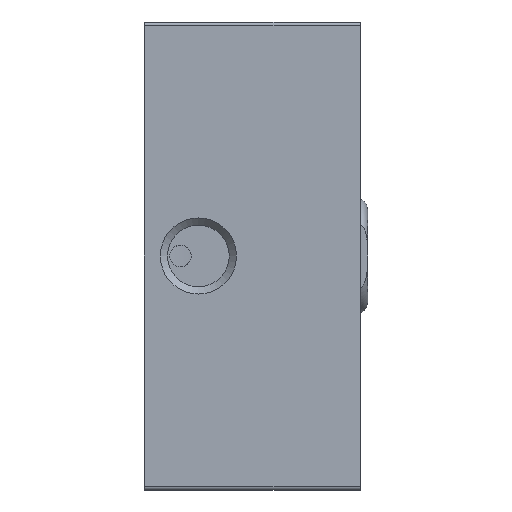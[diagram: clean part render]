
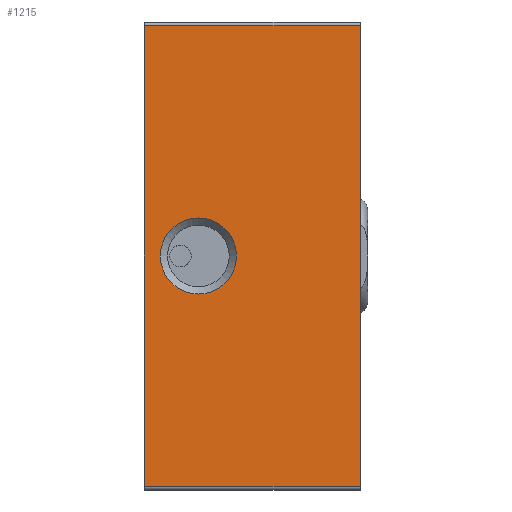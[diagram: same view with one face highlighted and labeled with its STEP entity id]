
A CAD part, left-side view. The second image highlights one B-rep face of the part: STEP entity #1215.
In plain terms, the highlighted planar face has unit normal (-1, 0, 0).
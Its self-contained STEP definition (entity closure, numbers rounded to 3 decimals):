
#208=CARTESIAN_POINT('',(-35.0,15.0,-32.0));
#209=VERTEX_POINT('',#208);
#219=CARTESIAN_POINT('',(-35.0,15.0,32.0));
#220=VERTEX_POINT('',#219);
#221=CARTESIAN_POINT('',(-35.0,15.0,32.0));
#222=DIRECTION('',(0.0,0.0,-1.0));
#223=VECTOR('',#222,64.0);
#224=LINE('',#221,#223);
#225=EDGE_CURVE('',#220,#209,#224,.T.);
#1000=CARTESIAN_POINT('',(-35.0,-15.0,32.0));
#1001=VERTEX_POINT('',#1000);
#1011=CARTESIAN_POINT('',(-35.0,-15.0,-32.0));
#1012=VERTEX_POINT('',#1011);
#1013=CARTESIAN_POINT('',(-35.0,-15.0,-32.0));
#1014=DIRECTION('',(0.0,0.0,1.0));
#1015=VECTOR('',#1014,64.0);
#1016=LINE('',#1013,#1015);
#1017=EDGE_CURVE('',#1012,#1001,#1016,.T.);
#1159=CARTESIAN_POINT('',(-35.0,7.5,5.283));
#1160=VERTEX_POINT('',#1159);
#1161=CARTESIAN_POINT('',(-35.0,7.5,0.0));
#1162=DIRECTION('',(-1.0,0.0,0.0));
#1163=DIRECTION('',(0.0,0.0,-1.0));
#1164=AXIS2_PLACEMENT_3D('',#1161,#1162,#1163);
#1165=CIRCLE('',#1164,5.283);
#1166=EDGE_CURVE('',#1160,#1160,#1165,.T.);
#1191=CARTESIAN_POINT('',(-35.0,0.0,32.0));
#1192=DIRECTION('',(-1.0,0.0,0.0));
#1193=DIRECTION('',(0.0,0.0,1.0));
#1194=AXIS2_PLACEMENT_3D('',#1191,#1192,#1193);
#1195=PLANE('',#1194);
#1196=ORIENTED_EDGE('',*,*,#225,.T.);
#1197=CARTESIAN_POINT('',(-35.0,15.0,-32.0));
#1198=DIRECTION('',(0.0,-1.0,0.0));
#1199=VECTOR('',#1198,30.0);
#1200=LINE('',#1197,#1199);
#1201=EDGE_CURVE('',#209,#1012,#1200,.T.);
#1202=ORIENTED_EDGE('',*,*,#1201,.T.);
#1203=ORIENTED_EDGE('',*,*,#1017,.T.);
#1204=CARTESIAN_POINT('',(-35.0,-15.0,32.0));
#1205=DIRECTION('',(0.0,1.0,0.0));
#1206=VECTOR('',#1205,30.0);
#1207=LINE('',#1204,#1206);
#1208=EDGE_CURVE('',#1001,#220,#1207,.T.);
#1209=ORIENTED_EDGE('',*,*,#1208,.T.);
#1210=EDGE_LOOP('',(#1196,#1202,#1203,#1209));
#1211=FACE_OUTER_BOUND('',#1210,.T.);
#1212=ORIENTED_EDGE('',*,*,#1166,.F.);
#1213=EDGE_LOOP('',(#1212));
#1214=FACE_BOUND('',#1213,.T.);
#1215=ADVANCED_FACE('',(#1211,#1214),#1195,.T.);
